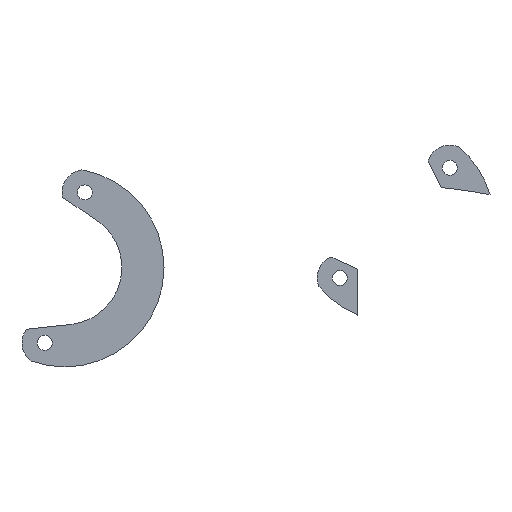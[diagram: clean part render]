
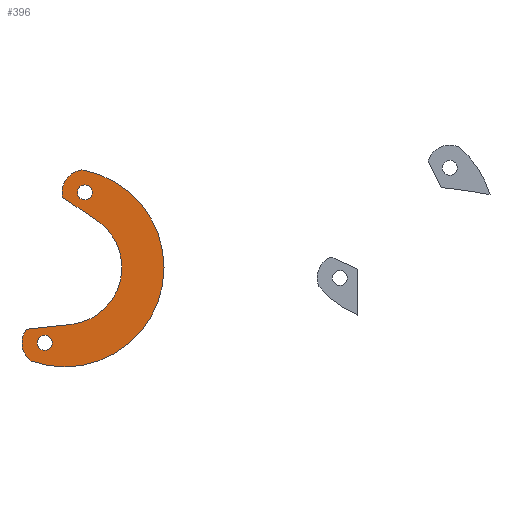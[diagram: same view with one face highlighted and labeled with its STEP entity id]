
A CAD part, front view. The second image highlights one B-rep face of the part: STEP entity #396.
In plain terms, the highlighted planar face has unit normal (0, -1, 0).
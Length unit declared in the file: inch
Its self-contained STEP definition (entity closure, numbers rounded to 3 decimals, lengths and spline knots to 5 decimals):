
#21=FACE_BOUND('',#74,.T.);
#22=FACE_BOUND('',#75,.T.);
#30=PLANE('',#448);
#47=FACE_OUTER_BOUND('',#73,.T.);
#73=EDGE_LOOP('',(#306,#307,#308,#309,#310,#311));
#74=EDGE_LOOP('',(#312));
#75=EDGE_LOOP('',(#313));
#98=LINE('',#631,#126);
#102=LINE('',#643,#130);
#126=VECTOR('',#503,0.3937);
#130=VECTOR('',#515,0.3937);
#151=CIRCLE('',#429,0.06299);
#153=CIRCLE('',#432,0.06299);
#154=CIRCLE('',#434,0.191);
#156=CIRCLE('',#438,0.47961);
#158=CIRCLE('',#442,0.191);
#160=CIRCLE('',#445,0.83335);
#177=VERTEX_POINT('',#611);
#179=VERTEX_POINT('',#617);
#180=VERTEX_POINT('',#621);
#181=VERTEX_POINT('',#622);
#184=VERTEX_POINT('',#630);
#186=VERTEX_POINT('',#636);
#188=VERTEX_POINT('',#642);
#190=VERTEX_POINT('',#648);
#214=EDGE_CURVE('',#177,#177,#151,.T.);
#217=EDGE_CURVE('',#179,#179,#153,.T.);
#218=EDGE_CURVE('',#180,#181,#154,.T.);
#222=EDGE_CURVE('',#180,#184,#98,.T.);
#225=EDGE_CURVE('',#184,#186,#156,.T.);
#228=EDGE_CURVE('',#188,#186,#102,.T.);
#231=EDGE_CURVE('',#190,#188,#158,.T.);
#234=EDGE_CURVE('',#181,#190,#160,.T.);
#306=ORIENTED_EDGE('',*,*,#234,.F.);
#307=ORIENTED_EDGE('',*,*,#218,.F.);
#308=ORIENTED_EDGE('',*,*,#222,.T.);
#309=ORIENTED_EDGE('',*,*,#225,.T.);
#310=ORIENTED_EDGE('',*,*,#228,.F.);
#311=ORIENTED_EDGE('',*,*,#231,.F.);
#312=ORIENTED_EDGE('',*,*,#217,.F.);
#313=ORIENTED_EDGE('',*,*,#214,.F.);
#396=ADVANCED_FACE('',(#47,#21,#22),#30,.F.);
#429=AXIS2_PLACEMENT_3D('',#613,#484,#485);
#432=AXIS2_PLACEMENT_3D('',#619,#491,#492);
#434=AXIS2_PLACEMENT_3D('',#623,#495,#496);
#438=AXIS2_PLACEMENT_3D('',#637,#508,#509);
#442=AXIS2_PLACEMENT_3D('',#649,#520,#521);
#445=AXIS2_PLACEMENT_3D('',#654,#527,#528);
#448=AXIS2_PLACEMENT_3D('',#657,#533,#534);
#484=DIRECTION('center_axis',(0.,-1.,0.));
#485=DIRECTION('ref_axis',(-0.866,0.,-0.5));
#491=DIRECTION('center_axis',(0.,-1.,0.));
#492=DIRECTION('ref_axis',(-0.866,0.,-0.5));
#495=DIRECTION('center_axis',(0.,1.,0.));
#496=DIRECTION('ref_axis',(-0.975,0.,-0.221));
#503=DIRECTION('',(0.831,0.,-0.556));
#508=DIRECTION('center_axis',(0.,1.,0.));
#509=DIRECTION('ref_axis',(-0.866,0.,-0.5));
#515=DIRECTION('',(0.994,0.,0.107));
#520=DIRECTION('center_axis',(0.,1.,0.));
#521=DIRECTION('ref_axis',(0.123,0.,-0.992));
#527=DIRECTION('center_axis',(0.,1.,0.));
#528=DIRECTION('ref_axis',(-0.866,0.,-0.5));
#533=DIRECTION('center_axis',(0.,1.,0.));
#534=DIRECTION('ref_axis',(-0.866,0.,-0.5));
#611=CARTESIAN_POINT('',(-2.75789,0.52218,4.52246));
#613=CARTESIAN_POINT('Origin',(-2.81245,0.52218,4.49096));
#617=CARTESIAN_POINT('',(-2.42161,0.52218,5.78471));
#619=CARTESIAN_POINT('Origin',(-2.47617,0.52218,5.75321));
#621=CARTESIAN_POINT('',(-2.66246,0.52218,5.71109));
#622=CARTESIAN_POINT('',(-2.49959,0.52218,5.94277));
#623=CARTESIAN_POINT('Origin',(-2.47617,0.52218,5.75321));
#630=CARTESIAN_POINT('',(-2.3778,0.52218,5.52084));
#631=CARTESIAN_POINT('',(-2.66246,0.52218,5.71109));
#636=CARTESIAN_POINT('',(-2.59301,0.52218,4.64523));
#637=CARTESIAN_POINT('Origin',(-2.64431,0.52218,5.12209));
#642=CARTESIAN_POINT('',(-2.96556,0.52218,4.60515));
#643=CARTESIAN_POINT('',(-2.96556,0.52218,4.60515));
#648=CARTESIAN_POINT('',(-2.92707,0.52218,4.33818));
#649=CARTESIAN_POINT('Origin',(-2.81245,0.52218,4.49096));
#654=CARTESIAN_POINT('Origin',(-2.64431,0.52218,5.12209));
#657=CARTESIAN_POINT('Origin',(-2.5209,0.52218,5.08951));
